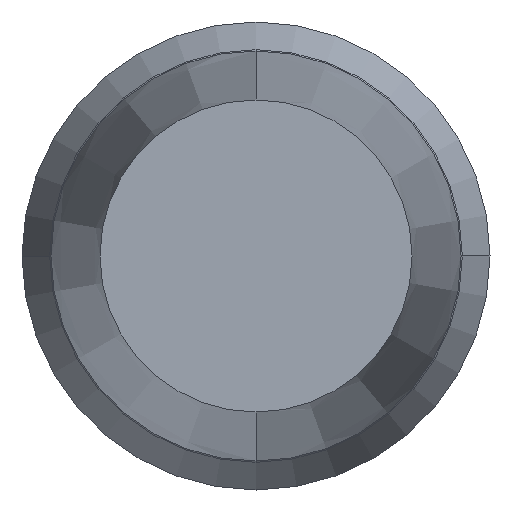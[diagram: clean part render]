
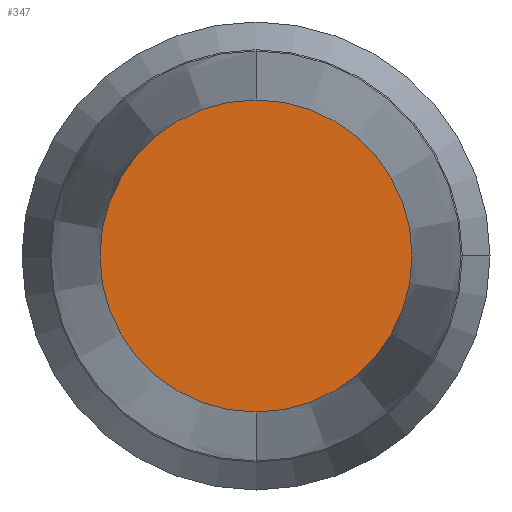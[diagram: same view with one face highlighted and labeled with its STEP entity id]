
A CAD part, front view. The second image highlights one B-rep face of the part: STEP entity #347.
In plain terms, the highlighted planar face has unit normal (0, -1, 0).
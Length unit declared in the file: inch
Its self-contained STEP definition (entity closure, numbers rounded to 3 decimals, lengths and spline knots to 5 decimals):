
#31 = DIRECTION ( 'NONE',  ( 0., 0., -1. ) ) ;
#36 = AXIS2_PLACEMENT_3D ( 'NONE', #386, #388, #343 ) ;
#56 = EDGE_CURVE ( 'NONE', #86, #396, #456, .T. ) ;
#86 = VERTEX_POINT ( 'NONE', #101 ) ;
#101 = CARTESIAN_POINT ( 'NONE',  ( 0., 0., 0.125 ) ) ;
#113 = EDGE_LOOP ( 'NONE', ( #426, #301 ) ) ;
#150 = AXIS2_PLACEMENT_3D ( 'NONE', #250, #202, #318 ) ;
#175 = CARTESIAN_POINT ( 'NONE',  ( 0., 0., 0. ) ) ;
#202 = DIRECTION ( 'NONE',  ( 0., -1., 0. ) ) ;
#221 = CIRCLE ( 'NONE', #150, 0.125 ) ;
#225 = AXIS2_PLACEMENT_3D ( 'NONE', #175, #340, #31 ) ;
#239 = FACE_OUTER_BOUND ( 'NONE', #113, .T. ) ;
#250 = CARTESIAN_POINT ( 'NONE',  ( 0., 0., 0. ) ) ;
#301 = ORIENTED_EDGE ( 'NONE', *, *, #391, .T. ) ;
#318 = DIRECTION ( 'NONE',  ( 0., 0., -1. ) ) ;
#340 = DIRECTION ( 'NONE',  ( 0., -1., 0. ) ) ;
#343 = DIRECTION ( 'NONE',  ( 0., 0., -1. ) ) ;
#347 = ADVANCED_FACE ( 'NONE', ( #239 ), #376, .T. ) ;
#376 = PLANE ( 'NONE',  #36 ) ;
#386 = CARTESIAN_POINT ( 'NONE',  ( 0., 0., 0. ) ) ;
#388 = DIRECTION ( 'NONE',  ( 0., -1., 0. ) ) ;
#391 = EDGE_CURVE ( 'NONE', #396, #86, #221, .T. ) ;
#396 = VERTEX_POINT ( 'NONE', #454 ) ;
#426 = ORIENTED_EDGE ( 'NONE', *, *, #56, .T. ) ;
#454 = CARTESIAN_POINT ( 'NONE',  ( 0., 0., -0.125 ) ) ;
#456 = CIRCLE ( 'NONE', #225, 0.125 ) ;
